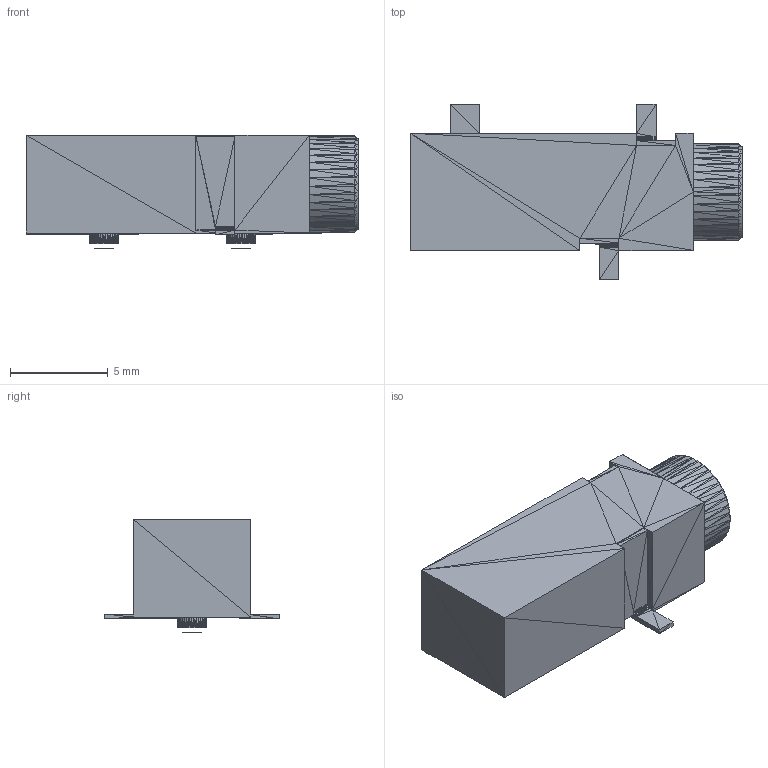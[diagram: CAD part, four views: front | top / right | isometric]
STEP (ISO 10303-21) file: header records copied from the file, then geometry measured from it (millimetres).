
FILE_DESCRIPTION(('FreeCAD Model'),'2;1');
FILE_NAME('CUI_SJ-3523.step','2019-12-20T08:28:37',('Author'), (''),'Open CASCADE STEP processor 6.8','FreeCAD','Unknown');
FILE_SCHEMA(('AUTOMOTIVE_DESIGN_CC2 { 1 2 10303 214 -1 1 5 4 }'));
Length unit declared in the file: millimetre
Products named in the file (12): ASSEMBLY; Mesh008; Mesh001001; Mesh005001; Mesh007002; Mesh007003; Mesh007001; Mesh003001; Mesh004001; Mesh006001; Mesh002001; Mesh007004
Assembly tree (11 placements, depth 2):
  ASSEMBLY
    Mesh008
    Mesh001001
    Mesh005001
    Mesh007002
    Mesh007003
    Mesh007001
    Mesh003001
    Mesh004001
    Mesh006001
    Mesh002001
    Mesh007004
Bounding box: 17 x 9 x 5.8 mm (x, y, z)
Surface area: 473.6 mm2 (no closed solid volume)
Topology: 0 solids, 11 shells, 1493 faces, 2552 edges, 992 vertices
Faces by surface type: plane 1493
Entity records: 64516 total; most frequent: DIRECTION 10543, CARTESIAN_POINT 10050, LINE 7533, VECTOR 7533, ORIENTED_EDGE 4986, PCURVE 4986, DEFINITIONAL_REPRESENTATION 4986, EDGE_CURVE 2557
